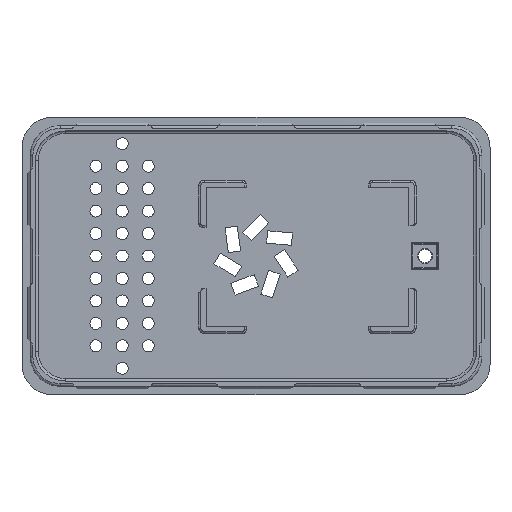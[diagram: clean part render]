
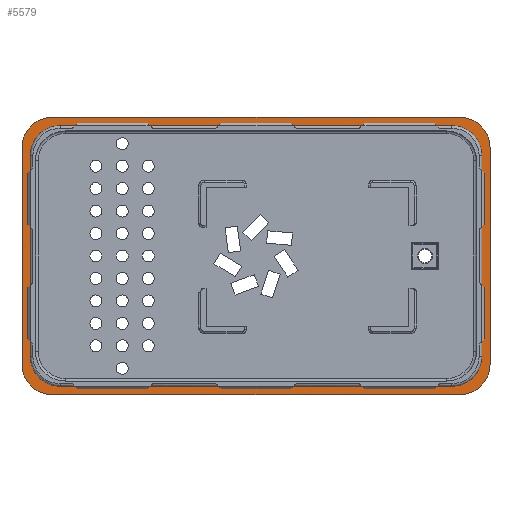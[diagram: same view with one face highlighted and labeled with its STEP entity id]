
A CAD part, front view. The second image highlights one B-rep face of the part: STEP entity #5579.
In plain terms, the highlighted planar face has unit normal (0, -1, 0).
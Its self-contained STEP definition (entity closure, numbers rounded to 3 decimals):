
#147=FACE_BOUND('',#1081,.T.);
#294=PLANE('',#6135);
#691=FACE_OUTER_BOUND('',#1080,.T.);
#1080=EDGE_LOOP('',(#5164,#5165,#5166,#5167,#5168,#5169,#5170,#5171));
#1081=EDGE_LOOP('',(#5172,#5173,#5174,#5175,#5176,#5177,#5178,#5179));
#1445=LINE('',#8866,#1995);
#1458=LINE('',#8897,#2008);
#1478=LINE('',#8959,#2028);
#1493=LINE('',#9007,#2043);
#1630=LINE('',#9341,#2180);
#1633=LINE('',#9349,#2183);
#1636=LINE('',#9357,#2186);
#1638=LINE('',#9363,#2188);
#1995=VECTOR('',#7250,10.);
#2008=VECTOR('',#7271,10.);
#2028=VECTOR('',#7327,10.);
#2043=VECTOR('',#7372,10.);
#2180=VECTOR('',#7719,10.);
#2183=VECTOR('',#7728,10.);
#2186=VECTOR('',#7737,10.);
#2188=VECTOR('',#7745,10.);
#2378=CIRCLE('',#6002,8.);
#2383=CIRCLE('',#6017,8.);
#2388=CIRCLE('',#6035,8.);
#2393=CIRCLE('',#6046,8.);
#2408=CIRCLE('',#6125,8.);
#2409=CIRCLE('',#6128,8.);
#2410=CIRCLE('',#6131,8.);
#2411=CIRCLE('',#6134,8.);
#2743=VERTEX_POINT('',#8863);
#2744=VERTEX_POINT('',#8865);
#2757=VERTEX_POINT('',#8894);
#2758=VERTEX_POINT('',#8896);
#2781=VERTEX_POINT('',#8956);
#2782=VERTEX_POINT('',#8958);
#2799=VERTEX_POINT('',#9004);
#2800=VERTEX_POINT('',#9006);
#2890=VERTEX_POINT('',#9333);
#2891=VERTEX_POINT('',#9335);
#2892=VERTEX_POINT('',#9339);
#2893=VERTEX_POINT('',#9343);
#2894=VERTEX_POINT('',#9347);
#2895=VERTEX_POINT('',#9351);
#2896=VERTEX_POINT('',#9355);
#2897=VERTEX_POINT('',#9359);
#3426=EDGE_CURVE('',#2744,#2743,#1445,.T.);
#3441=EDGE_CURVE('',#2758,#2757,#1458,.T.);
#3462=EDGE_CURVE('',#2757,#2744,#2378,.T.);
#3472=EDGE_CURVE('',#2782,#2781,#1478,.T.);
#3486=EDGE_CURVE('',#2781,#2758,#2383,.T.);
#3496=EDGE_CURVE('',#2800,#2799,#1493,.T.);
#3517=EDGE_CURVE('',#2799,#2782,#2388,.T.);
#3526=EDGE_CURVE('',#2743,#2800,#2393,.T.);
#3661=EDGE_CURVE('',#2890,#2891,#2408,.T.);
#3664=EDGE_CURVE('',#2890,#2892,#1630,.T.);
#3666=EDGE_CURVE('',#2893,#2892,#2409,.T.);
#3668=EDGE_CURVE('',#2893,#2894,#1633,.T.);
#3670=EDGE_CURVE('',#2895,#2894,#2410,.T.);
#3672=EDGE_CURVE('',#2895,#2896,#1636,.T.);
#3674=EDGE_CURVE('',#2897,#2896,#2411,.T.);
#3675=EDGE_CURVE('',#2897,#2891,#1638,.T.);
#5164=ORIENTED_EDGE('',*,*,#3674,.F.);
#5165=ORIENTED_EDGE('',*,*,#3675,.T.);
#5166=ORIENTED_EDGE('',*,*,#3661,.F.);
#5167=ORIENTED_EDGE('',*,*,#3664,.T.);
#5168=ORIENTED_EDGE('',*,*,#3666,.F.);
#5169=ORIENTED_EDGE('',*,*,#3668,.T.);
#5170=ORIENTED_EDGE('',*,*,#3670,.F.);
#5171=ORIENTED_EDGE('',*,*,#3672,.T.);
#5172=ORIENTED_EDGE('',*,*,#3486,.T.);
#5173=ORIENTED_EDGE('',*,*,#3441,.T.);
#5174=ORIENTED_EDGE('',*,*,#3462,.T.);
#5175=ORIENTED_EDGE('',*,*,#3426,.T.);
#5176=ORIENTED_EDGE('',*,*,#3526,.T.);
#5177=ORIENTED_EDGE('',*,*,#3496,.T.);
#5178=ORIENTED_EDGE('',*,*,#3517,.T.);
#5179=ORIENTED_EDGE('',*,*,#3472,.T.);
#5579=ADVANCED_FACE('',(#691,#147),#294,.F.);
#6002=AXIS2_PLACEMENT_3D('',#8937,#7310,#7311);
#6017=AXIS2_PLACEMENT_3D('',#8985,#7355,#7356);
#6035=AXIS2_PLACEMENT_3D('',#9047,#7411,#7412);
#6046=AXIS2_PLACEMENT_3D('',#9064,#7435,#7436);
#6125=AXIS2_PLACEMENT_3D('',#9336,#7713,#7714);
#6128=AXIS2_PLACEMENT_3D('',#9345,#7723,#7724);
#6131=AXIS2_PLACEMENT_3D('',#9353,#7732,#7733);
#6134=AXIS2_PLACEMENT_3D('',#9361,#7741,#7742);
#6135=AXIS2_PLACEMENT_3D('',#9362,#7743,#7744);
#7250=DIRECTION('',(0.,0.,-1.));
#7271=DIRECTION('',(1.,0.,0.));
#7310=DIRECTION('center_axis',(0.,1.,0.));
#7311=DIRECTION('ref_axis',(0.707,0.,0.707));
#7327=DIRECTION('',(0.,0.,1.));
#7355=DIRECTION('center_axis',(0.,1.,0.));
#7356=DIRECTION('ref_axis',(-0.707,0.,0.707));
#7372=DIRECTION('',(-1.,0.,0.));
#7411=DIRECTION('center_axis',(0.,1.,0.));
#7412=DIRECTION('ref_axis',(-0.707,0.,-0.707));
#7435=DIRECTION('center_axis',(0.,1.,0.));
#7436=DIRECTION('ref_axis',(0.707,0.,-0.707));
#7713=DIRECTION('center_axis',(0.,1.,0.));
#7714=DIRECTION('ref_axis',(-0.707,0.,-0.707));
#7719=DIRECTION('',(1.,0.,0.));
#7723=DIRECTION('center_axis',(0.,1.,0.));
#7724=DIRECTION('ref_axis',(0.707,0.,-0.707));
#7728=DIRECTION('',(0.,0.,1.));
#7732=DIRECTION('center_axis',(0.,1.,0.));
#7733=DIRECTION('ref_axis',(0.707,0.,0.707));
#7737=DIRECTION('',(-1.,0.,0.));
#7741=DIRECTION('center_axis',(0.,1.,0.));
#7742=DIRECTION('ref_axis',(-0.707,0.,0.707));
#7743=DIRECTION('center_axis',(0.,1.,0.));
#7744=DIRECTION('ref_axis',(-1.,0.,0.));
#7745=DIRECTION('',(0.,0.,-1.));
#8863=CARTESIAN_POINT('',(56.3,20.9,-26.8));
#8865=CARTESIAN_POINT('',(56.3,20.9,26.8));
#8866=CARTESIAN_POINT('',(56.3,20.9,-17.5));
#8894=CARTESIAN_POINT('',(48.3,20.9,34.8));
#8896=CARTESIAN_POINT('',(-56.3,20.9,34.8));
#8897=CARTESIAN_POINT('',(26.25,20.9,34.8));
#8937=CARTESIAN_POINT('Origin',(48.3,20.9,26.8));
#8956=CARTESIAN_POINT('',(-64.3,20.9,26.8));
#8958=CARTESIAN_POINT('',(-64.3,20.9,-26.8));
#8959=CARTESIAN_POINT('',(-64.3,20.9,17.5));
#8985=CARTESIAN_POINT('Origin',(-56.3,20.9,26.8));
#9004=CARTESIAN_POINT('',(-56.3,20.9,-34.8));
#9006=CARTESIAN_POINT('',(48.3,20.9,-34.8));
#9007=CARTESIAN_POINT('',(-34.25,20.9,-34.8));
#9047=CARTESIAN_POINT('Origin',(-56.3,20.9,-26.8));
#9064=CARTESIAN_POINT('Origin',(48.3,20.9,-26.8));
#9333=CARTESIAN_POINT('',(-58.5,20.9,-37.));
#9335=CARTESIAN_POINT('',(-66.5,20.9,-29.));
#9336=CARTESIAN_POINT('Origin',(-58.5,20.9,-29.));
#9339=CARTESIAN_POINT('',(50.5,20.9,-37.));
#9341=CARTESIAN_POINT('',(-66.5,20.9,-37.));
#9343=CARTESIAN_POINT('',(58.5,20.9,-29.));
#9345=CARTESIAN_POINT('Origin',(50.5,20.9,-29.));
#9347=CARTESIAN_POINT('',(58.5,20.9,29.));
#9349=CARTESIAN_POINT('',(58.5,20.9,-37.));
#9351=CARTESIAN_POINT('',(50.5,20.9,37.));
#9353=CARTESIAN_POINT('Origin',(50.5,20.9,29.));
#9355=CARTESIAN_POINT('',(-58.5,20.9,37.));
#9357=CARTESIAN_POINT('',(58.5,20.9,37.));
#9359=CARTESIAN_POINT('',(-66.5,20.9,29.));
#9361=CARTESIAN_POINT('Origin',(-58.5,20.9,29.));
#9362=CARTESIAN_POINT('Origin',(-4.,20.9,0.));
#9363=CARTESIAN_POINT('',(-66.5,20.9,37.));
